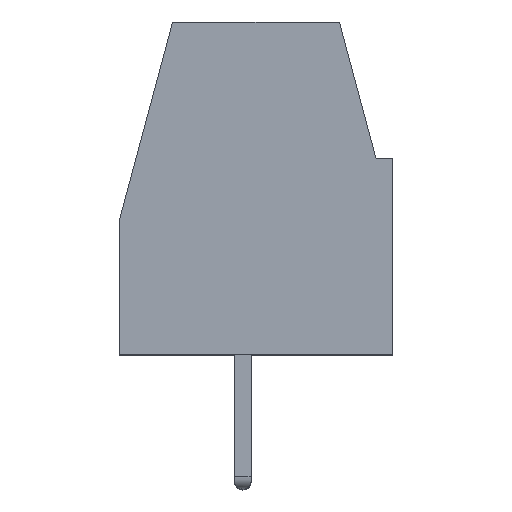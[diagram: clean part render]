
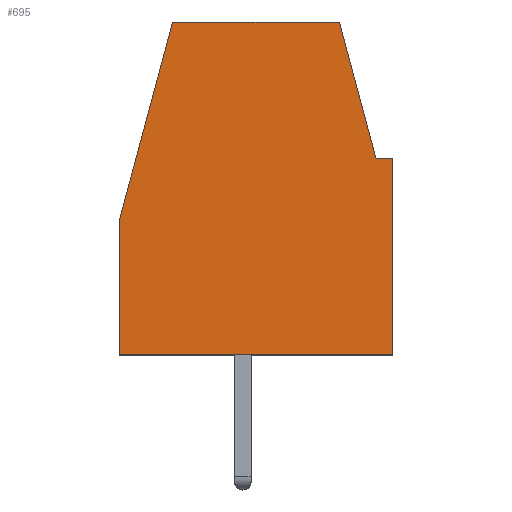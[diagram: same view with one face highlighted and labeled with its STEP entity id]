
A CAD part, top view. The second image highlights one B-rep face of the part: STEP entity #695.
In plain terms, the highlighted planar face has unit normal (0, 0, 1).
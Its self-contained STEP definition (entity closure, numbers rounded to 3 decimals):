
#695=ADVANCED_FACE('',(#1401),#1402,.T.);
#1401=FACE_OUTER_BOUND('',#2099,.T.);
#1402=PLANE('',#2100);
#2099=EDGE_LOOP('',(#4154,#4155,#4156,#4157,#4158,#4159,#4160));
#2100=AXIS2_PLACEMENT_3D('',#4161,#4162,#4163);
#4154=ORIENTED_EDGE('',*,*,#4956,.F.);
#4155=ORIENTED_EDGE('',*,*,#4981,.F.);
#4156=ORIENTED_EDGE('',*,*,#4977,.F.);
#4157=ORIENTED_EDGE('',*,*,#4973,.F.);
#4158=ORIENTED_EDGE('',*,*,#4969,.F.);
#4159=ORIENTED_EDGE('',*,*,#4965,.F.);
#4160=ORIENTED_EDGE('',*,*,#4961,.F.);
#4161=CARTESIAN_POINT('',(4.213,4.615,20.32));
#4162=DIRECTION('',(0.0,0.0,1.0));
#4163=DIRECTION('',(1.0,0.0,0.0));
#4956=EDGE_CURVE('',#6130,#6131,#6132,.T.);
#4961=EDGE_CURVE('',#6131,#6139,#6140,.T.);
#4965=EDGE_CURVE('',#6139,#6145,#6146,.T.);
#4969=EDGE_CURVE('',#6145,#6151,#6152,.T.);
#4973=EDGE_CURVE('',#6151,#6157,#6158,.T.);
#4977=EDGE_CURVE('',#6157,#6163,#6164,.T.);
#4981=EDGE_CURVE('',#6163,#6130,#6169,.T.);
#6130=VERTEX_POINT('',#7962);
#6131=VERTEX_POINT('',#7963);
#6132=LINE('',#7964,#7965);
#6139=VERTEX_POINT('',#7975);
#6140=LINE('',#7976,#7977);
#6145=VERTEX_POINT('',#7984);
#6146=LINE('',#7985,#7986);
#6151=VERTEX_POINT('',#7993);
#6152=LINE('',#7994,#7995);
#6157=VERTEX_POINT('',#8002);
#6158=LINE('',#8003,#8004);
#6163=VERTEX_POINT('',#8011);
#6164=LINE('',#8012,#8013);
#6169=LINE('',#8020,#8021);
#7962=CARTESIAN_POINT('',(0.0,0.0,20.32));
#7963=CARTESIAN_POINT('',(0.,4.084,20.32));
#7964=CARTESIAN_POINT('',(0.0,0.0,20.32));
#7965=VECTOR('',#8734,1.0);
#7975=CARTESIAN_POINT('',(1.612,10.1,20.32));
#7976=CARTESIAN_POINT('',(0.,4.084,20.32));
#7977=VECTOR('',#8738,1.0);
#7984=CARTESIAN_POINT('',(6.688,10.1,20.32));
#7985=CARTESIAN_POINT('',(1.612,10.1,20.32));
#7986=VECTOR('',#8741,1.0);
#7993=CARTESIAN_POINT('',(7.8,5.95,20.32));
#7994=CARTESIAN_POINT('',(7.8,5.95,20.32));
#7995=VECTOR('',#8744,1.0);
#8002=CARTESIAN_POINT('',(8.3,5.95,20.32));
#8003=CARTESIAN_POINT('',(8.3,5.95,20.32));
#8004=VECTOR('',#8747,1.0);
#8011=CARTESIAN_POINT('',(8.3,0.0,20.32));
#8012=CARTESIAN_POINT('',(8.3,0.0,20.32));
#8013=VECTOR('',#8750,1.0);
#8020=CARTESIAN_POINT('',(0.0,0.0,20.32));
#8021=VECTOR('',#8753,1.0);
#8734=DIRECTION('',(0.,1.0,0.0));
#8738=DIRECTION('',(0.259,0.966,0.0));
#8741=DIRECTION('',(1.0,0.,0.0));
#8744=DIRECTION('',(0.259,-0.966,0.0));
#8747=DIRECTION('',(1.0,0.0,0.0));
#8750=DIRECTION('',(-0.0,-1.0,-0.0));
#8753=DIRECTION('',(-1.0,-0.0,-0.0));
